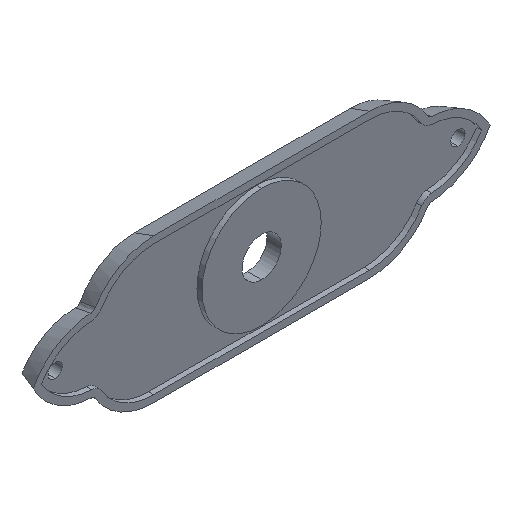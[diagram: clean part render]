
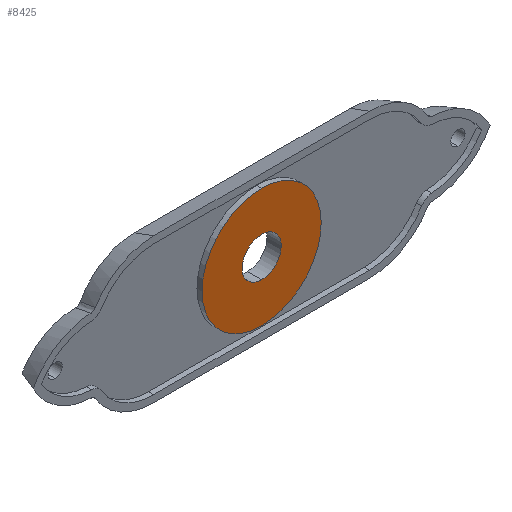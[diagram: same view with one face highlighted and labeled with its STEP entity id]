
A CAD part, isometric view. The second image highlights one B-rep face of the part: STEP entity #8425.
In plain terms, the highlighted planar face has unit normal (0, -1, 0).
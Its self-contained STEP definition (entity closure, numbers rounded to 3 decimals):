
#243 = DIRECTION ( 'NONE',  ( 0., -1., 0. ) ) ;
#439 = CARTESIAN_POINT ( 'NONE',  ( 0., 0., 0. ) ) ;
#1259 = ORIENTED_EDGE ( 'NONE', *, *, #11242, .F. ) ;
#2404 = CARTESIAN_POINT ( 'NONE',  ( 0., 0., -10.5 ) ) ;
#2456 = DIRECTION ( 'NONE',  ( 0., 0., 1. ) ) ;
#2513 = PLANE ( 'NONE',  #8690 ) ;
#3163 = DIRECTION ( 'NONE',  ( 0., 1., 0. ) ) ;
#3633 = CIRCLE ( 'NONE', #10122, 3.45 ) ;
#3753 = CARTESIAN_POINT ( 'NONE',  ( 0., 0., 10.5 ) ) ;
#3863 = DIRECTION ( 'NONE',  ( 0., 1., 0. ) ) ;
#3911 = CARTESIAN_POINT ( 'NONE',  ( 0., 0., 3.45 ) ) ;
#4373 = CIRCLE ( 'NONE', #5810, 10.5 ) ;
#5498 = VERTEX_POINT ( 'NONE', #13418 ) ;
#5810 = AXIS2_PLACEMENT_3D ( 'NONE', #439, #14257, #10243 ) ;
#5932 = ORIENTED_EDGE ( 'NONE', *, *, #16396, .F. ) ;
#6344 = CARTESIAN_POINT ( 'NONE',  ( 0., 0., 0. ) ) ;
#6700 = VERTEX_POINT ( 'NONE', #2404 ) ;
#7024 = CARTESIAN_POINT ( 'NONE',  ( 0., 0., 0. ) ) ;
#7354 = AXIS2_PLACEMENT_3D ( 'NONE', #15529, #3163, #14240 ) ;
#7467 = DIRECTION ( 'NONE',  ( 0., 0., -1. ) ) ;
#7626 = DIRECTION ( 'NONE',  ( 0., -1., 0. ) ) ;
#8425 = ADVANCED_FACE ( 'NONE', ( #17301, #13409 ), #2513, .F. ) ;
#8690 = AXIS2_PLACEMENT_3D ( 'NONE', #13608, #3863, #2456 ) ;
#9044 = VERTEX_POINT ( 'NONE', #3911 ) ;
#10122 = AXIS2_PLACEMENT_3D ( 'NONE', #6344, #7626, #13068 ) ;
#10243 = DIRECTION ( 'NONE',  ( 0., 0., -1. ) ) ;
#10971 = EDGE_CURVE ( 'NONE', #5498, #9044, #17903, .T. ) ;
#11242 = EDGE_CURVE ( 'NONE', #9044, #5498, #3633, .T. ) ;
#11504 = CIRCLE ( 'NONE', #7354, 10.5 ) ;
#12067 = ORIENTED_EDGE ( 'NONE', *, *, #15186, .F. ) ;
#12208 = ORIENTED_EDGE ( 'NONE', *, *, #10971, .F. ) ;
#12878 = EDGE_LOOP ( 'NONE', ( #5932, #12067 ) ) ;
#13068 = DIRECTION ( 'NONE',  ( 0., 0., -1. ) ) ;
#13409 = FACE_OUTER_BOUND ( 'NONE', #12878, .T. ) ;
#13418 = CARTESIAN_POINT ( 'NONE',  ( 0., 0., -3.45 ) ) ;
#13608 = CARTESIAN_POINT ( 'NONE',  ( 19., 0., -0.707 ) ) ;
#14025 = AXIS2_PLACEMENT_3D ( 'NONE', #7024, #243, #7467 ) ;
#14240 = DIRECTION ( 'NONE',  ( 0., 0., -1. ) ) ;
#14257 = DIRECTION ( 'NONE',  ( 0., 1., 0. ) ) ;
#14730 = EDGE_LOOP ( 'NONE', ( #12208, #1259 ) ) ;
#14819 = VERTEX_POINT ( 'NONE', #3753 ) ;
#15186 = EDGE_CURVE ( 'NONE', #14819, #6700, #4373, .T. ) ;
#15529 = CARTESIAN_POINT ( 'NONE',  ( 0., 0., 0. ) ) ;
#16396 = EDGE_CURVE ( 'NONE', #6700, #14819, #11504, .T. ) ;
#17301 = FACE_BOUND ( 'NONE', #14730, .T. ) ;
#17903 = CIRCLE ( 'NONE', #14025, 3.45 ) ;
